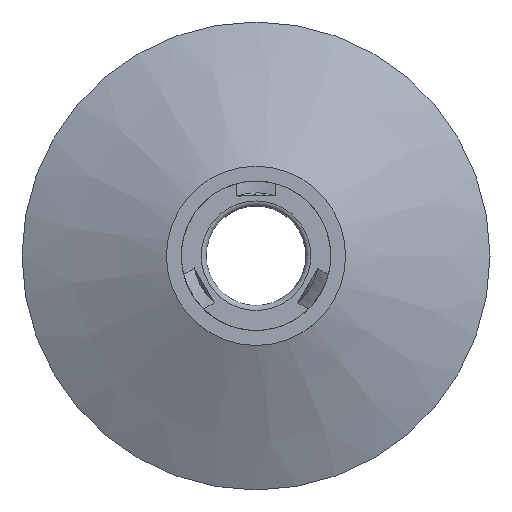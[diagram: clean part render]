
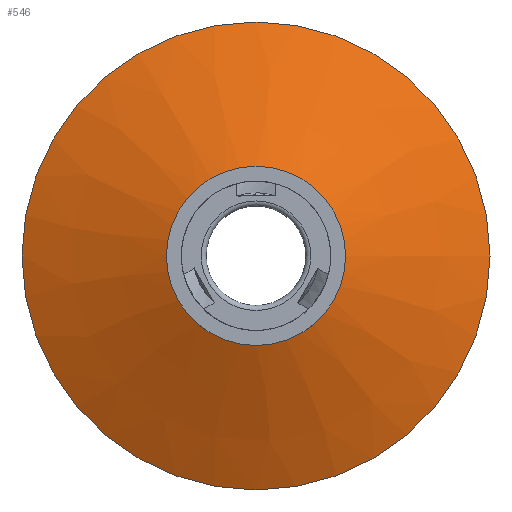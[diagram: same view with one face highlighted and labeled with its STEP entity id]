
A CAD part, top view. The second image highlights one B-rep face of the part: STEP entity #546.
In plain terms, the highlighted conical face has half-angle 65.854 degrees and reference radius 16.25 mm.
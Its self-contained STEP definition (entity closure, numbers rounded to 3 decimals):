
#20=CONICAL_SURFACE('',#647,16.25,1.149);
#84=FACE_OUTER_BOUND('',#123,.T.);
#123=EDGE_LOOP('',(#500,#501,#502,#503));
#172=CIRCLE('',#646,9.);
#173=CIRCLE('',#648,23.5);
#202=LINE('',#3436,#230);
#230=VECTOR('',#764,16.25);
#280=VERTEX_POINT('',#3430);
#281=VERTEX_POINT('',#3434);
#353=EDGE_CURVE('',#280,#280,#172,.T.);
#355=EDGE_CURVE('',#281,#281,#173,.T.);
#356=EDGE_CURVE('',#281,#280,#202,.T.);
#500=ORIENTED_EDGE('',*,*,#355,.F.);
#501=ORIENTED_EDGE('',*,*,#356,.T.);
#502=ORIENTED_EDGE('',*,*,#353,.T.);
#503=ORIENTED_EDGE('',*,*,#356,.F.);
#546=ADVANCED_FACE('',(#84),#20,.T.);
#646=AXIS2_PLACEMENT_3D('',#3431,#757,#758);
#647=AXIS2_PLACEMENT_3D('',#3433,#760,#761);
#648=AXIS2_PLACEMENT_3D('',#3435,#762,#763);
#757=DIRECTION('center_axis',(0.,-1.,0.));
#758=DIRECTION('ref_axis',(1.,0.,0.));
#760=DIRECTION('center_axis',(0.,-1.,0.));
#761=DIRECTION('ref_axis',(0.,0.,-1.));
#762=DIRECTION('center_axis',(0.,-1.,0.));
#763=DIRECTION('ref_axis',(1.,0.,0.));
#764=DIRECTION('',(0.,0.409,-0.913));
#3430=CARTESIAN_POINT('',(0.,7.035,19.249));
#3431=CARTESIAN_POINT('Origin',(0.,7.035,10.249));
#3433=CARTESIAN_POINT('Origin',(0.,3.785,10.249));
#3434=CARTESIAN_POINT('',(0.,0.535,33.749));
#3435=CARTESIAN_POINT('Origin',(0.,0.535,10.249));
#3436=CARTESIAN_POINT('',(0.,3.785,26.499));
